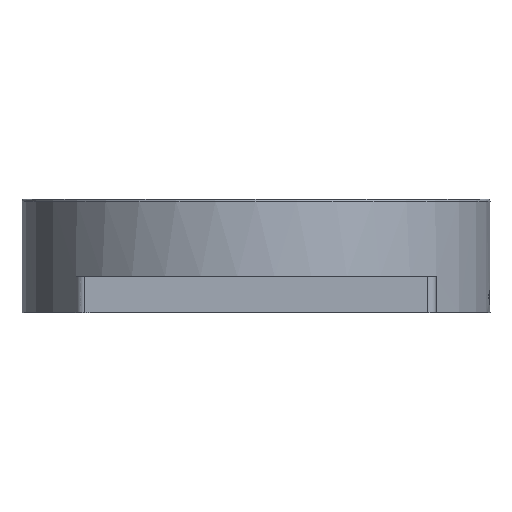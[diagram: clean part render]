
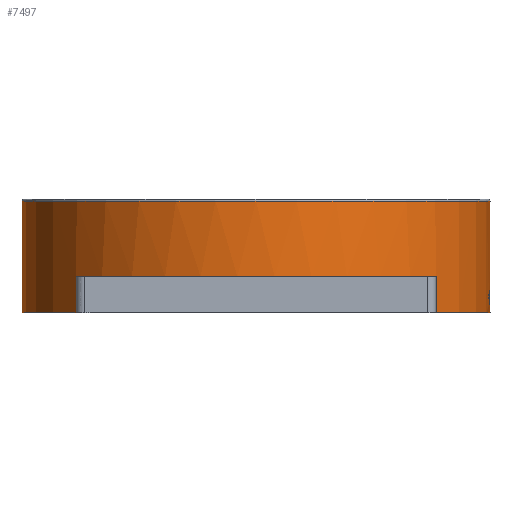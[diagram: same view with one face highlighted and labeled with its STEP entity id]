
A CAD part, front view. The second image highlights one B-rep face of the part: STEP entity #7497.
In plain terms, the highlighted cylindrical face has radius 52 mm (diameter 104 mm), a full revolution.
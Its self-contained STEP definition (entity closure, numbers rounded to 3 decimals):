
#237=FACE_BOUND('',#1236,.T.);
#785=FACE_OUTER_BOUND('',#1235,.T.);
#1235=EDGE_LOOP('',(#6956,#6957,#6958,#6959,#6960,#6961,#6962,#6963,#6964,
#6965,#6966,#6967));
#1236=EDGE_LOOP('',(#6968,#6969,#6970,#6971,#6972,#6973));
#1294=CIRCLE('',#7583,52.);
#1301=CIRCLE('',#7594,52.);
#1305=CIRCLE('',#7605,52.);
#1316=CIRCLE('',#7640,52.);
#1317=CIRCLE('',#7641,52.);
#1318=CIRCLE('',#7642,52.);
#1376=CIRCLE('',#7867,52.);
#1377=CIRCLE('',#7869,52.);
#1528=B_SPLINE_CURVE_WITH_KNOTS('',3,(#10733,#10734,#10735,#10736,#10737,
#10738,#10739,#10740),.UNSPECIFIED.,.F.,.F.,(4,2,2,4),(0.905,
0.981,1.056,1.128),.UNSPECIFIED.);
#1529=B_SPLINE_CURVE_WITH_KNOTS('',3,(#10745,#10746,#10747,#10748,#10749,
#10750,#10751,#10752),.UNSPECIFIED.,.F.,.F.,(4,2,2,4),(0.079,
0.151,0.226,0.301),.UNSPECIFIED.);
#1531=B_SPLINE_CURVE_WITH_KNOTS('',3,(#10769,#10770,#10771,#10772,#10773,
#10774,#10775,#10776,#10777,#10778),.UNSPECIFIED.,.F.,.F.,(4,2,2,2,4),(-0.301,
-0.226,-0.151,-0.075,0.),
 .UNSPECIFIED.);
#1533=B_SPLINE_CURVE_WITH_KNOTS('',3,(#10824,#10825,#10826,#10827,#10828,
#10829,#10830,#10831,#10832,#10833),.UNSPECIFIED.,.F.,.F.,(4,2,2,2,4),(0.,
0.075,0.151,0.226,0.302),
 .UNSPECIFIED.);
#1954=LINE('',#10906,#2523);
#1957=LINE('',#10911,#2526);
#1960=LINE('',#11151,#2529);
#1961=LINE('',#11153,#2530);
#2362=LINE('',#16247,#2931);
#2523=VECTOR('',#8268,10.);
#2526=VECTOR('',#8273,10.);
#2529=VECTOR('',#8294,10.);
#2530=VECTOR('',#8297,10.);
#2931=VECTOR('',#9138,50.);
#3208=VERTEX_POINT('',#10658);
#3209=VERTEX_POINT('',#10660);
#3224=VERTEX_POINT('',#10697);
#3225=VERTEX_POINT('',#10699);
#3234=VERTEX_POINT('',#10730);
#3235=VERTEX_POINT('',#10732);
#3236=VERTEX_POINT('',#10743);
#3237=VERTEX_POINT('',#10744);
#3240=VERTEX_POINT('',#10767);
#3256=VERTEX_POINT('',#10810);
#3275=VERTEX_POINT('',#10905);
#3276=VERTEX_POINT('',#10909);
#3277=VERTEX_POINT('',#10913);
#3278=VERTEX_POINT('',#10915);
#3279=VERTEX_POINT('',#10918);
#3675=VERTEX_POINT('',#16243);
#3959=EDGE_CURVE('',#3209,#3208,#1294,.T.);
#3978=EDGE_CURVE('',#3225,#3224,#1301,.T.);
#3990=EDGE_CURVE('',#3234,#3235,#1528,.T.);
#3992=EDGE_CURVE('',#3236,#3237,#1529,.F.);
#3998=EDGE_CURVE('',#3240,#3237,#1531,.T.);
#4015=EDGE_CURVE('',#3256,#3240,#1305,.T.);
#4017=EDGE_CURVE('',#3235,#3256,#1533,.T.);
#4050=EDGE_CURVE('',#3275,#3209,#1954,.T.);
#4053=EDGE_CURVE('',#3208,#3276,#1957,.T.);
#4054=EDGE_CURVE('',#3277,#3275,#1316,.T.);
#4055=EDGE_CURVE('',#3278,#3277,#1317,.T.);
#4058=EDGE_CURVE('',#3276,#3279,#1318,.T.);
#4065=EDGE_CURVE('',#3279,#3225,#1960,.T.);
#4066=EDGE_CURVE('',#3224,#3278,#1961,.T.);
#4783=EDGE_CURVE('',#3675,#3675,#1376,.T.);
#4784=EDGE_CURVE('',#3675,#3277,#2362,.T.);
#4785=EDGE_CURVE('',#3234,#3236,#1377,.T.);
#6956=ORIENTED_EDGE('',*,*,#4783,.F.);
#6957=ORIENTED_EDGE('',*,*,#4784,.T.);
#6958=ORIENTED_EDGE('',*,*,#4054,.T.);
#6959=ORIENTED_EDGE('',*,*,#4050,.T.);
#6960=ORIENTED_EDGE('',*,*,#3959,.T.);
#6961=ORIENTED_EDGE('',*,*,#4053,.T.);
#6962=ORIENTED_EDGE('',*,*,#4058,.T.);
#6963=ORIENTED_EDGE('',*,*,#4065,.T.);
#6964=ORIENTED_EDGE('',*,*,#3978,.T.);
#6965=ORIENTED_EDGE('',*,*,#4066,.T.);
#6966=ORIENTED_EDGE('',*,*,#4055,.T.);
#6967=ORIENTED_EDGE('',*,*,#4784,.F.);
#6968=ORIENTED_EDGE('',*,*,#4785,.T.);
#6969=ORIENTED_EDGE('',*,*,#3992,.T.);
#6970=ORIENTED_EDGE('',*,*,#3998,.F.);
#6971=ORIENTED_EDGE('',*,*,#4015,.F.);
#6972=ORIENTED_EDGE('',*,*,#4017,.F.);
#6973=ORIENTED_EDGE('',*,*,#3990,.F.);
#7097=CYLINDRICAL_SURFACE('',#7868,52.);
#7497=ADVANCED_FACE('',(#785,#237),#7097,.T.);
#7583=AXIS2_PLACEMENT_3D('',#10661,#8096,#8097);
#7594=AXIS2_PLACEMENT_3D('',#10700,#8130,#8131);
#7605=AXIS2_PLACEMENT_3D('',#10812,#8180,#8181);
#7640=AXIS2_PLACEMENT_3D('',#10914,#8276,#8277);
#7641=AXIS2_PLACEMENT_3D('',#10916,#8278,#8279);
#7642=AXIS2_PLACEMENT_3D('',#10920,#8282,#8283);
#7867=AXIS2_PLACEMENT_3D('',#16245,#9134,#9135);
#7868=AXIS2_PLACEMENT_3D('',#16246,#9136,#9137);
#7869=AXIS2_PLACEMENT_3D('',#16248,#9139,#9140);
#8096=DIRECTION('center_axis',(0.,0.,1.));
#8097=DIRECTION('ref_axis',(1.,0.,0.));
#8130=DIRECTION('center_axis',(0.,0.,1.));
#8131=DIRECTION('ref_axis',(1.,0.,0.));
#8180=DIRECTION('center_axis',(0.,0.,1.));
#8181=DIRECTION('ref_axis',(1.,0.,0.));
#8268=DIRECTION('',(0.,0.,1.));
#8273=DIRECTION('',(0.,0.,-1.));
#8276=DIRECTION('center_axis',(0.,0.,1.));
#8277=DIRECTION('ref_axis',(1.,0.,0.));
#8278=DIRECTION('center_axis',(0.,0.,1.));
#8279=DIRECTION('ref_axis',(1.,0.,0.));
#8282=DIRECTION('center_axis',(0.,0.,1.));
#8283=DIRECTION('ref_axis',(1.,0.,0.));
#8294=DIRECTION('',(0.,0.,1.));
#8297=DIRECTION('',(0.,0.,-1.));
#9134=DIRECTION('center_axis',(0.,0.,1.));
#9135=DIRECTION('ref_axis',(-1.,0.,0.));
#9136=DIRECTION('center_axis',(0.,0.,1.));
#9137=DIRECTION('ref_axis',(1.,0.,0.));
#9138=DIRECTION('',(0.,0.,-1.));
#9139=DIRECTION('center_axis',(0.,0.,1.));
#9140=DIRECTION('ref_axis',(1.,0.,0.));
#10658=CARTESIAN_POINT('',(-90.,-33.226,-8.));
#10660=CARTESIAN_POINT('',(-170.,-33.226,-8.));
#10661=CARTESIAN_POINT('Origin',(-130.,0.,-8.));
#10697=CARTESIAN_POINT('',(-170.,33.226,-8.));
#10699=CARTESIAN_POINT('',(-90.,33.226,-8.));
#10700=CARTESIAN_POINT('Origin',(-130.,0.,-8.));
#10730=CARTESIAN_POINT('',(-78.116,-3.472,-11.));
#10732=CARTESIAN_POINT('',(-78.271,-5.305,-12.2));
#10733=CARTESIAN_POINT('Ctrl Pts',(-78.116,-3.472,
-11.));
#10734=CARTESIAN_POINT('Ctrl Pts',(-78.133,-3.723,
-11.));
#10735=CARTESIAN_POINT('Ctrl Pts',(-78.153,-3.992,
-11.05));
#10736=CARTESIAN_POINT('Ctrl Pts',(-78.193,-4.485,
-11.255));
#10737=CARTESIAN_POINT('Ctrl Pts',(-78.213,-4.71,
-11.409));
#10738=CARTESIAN_POINT('Ctrl Pts',(-78.246,-5.056,
-11.756));
#10739=CARTESIAN_POINT('Ctrl Pts',(-78.261,-5.204,
-11.967));
#10740=CARTESIAN_POINT('Ctrl Pts',(-78.271,-5.305,
-12.2));
#10743=CARTESIAN_POINT('',(-78.,-0.138,-11.));
#10744=CARTESIAN_POINT('',(-78.028,1.695,-12.2));
#10745=CARTESIAN_POINT('Ctrl Pts',(-78.028,1.695,-12.2));
#10746=CARTESIAN_POINT('Ctrl Pts',(-78.024,1.593,-11.967));
#10747=CARTESIAN_POINT('Ctrl Pts',(-78.02,1.445,-11.755));
#10748=CARTESIAN_POINT('Ctrl Pts',(-78.011,1.099,-11.408));
#10749=CARTESIAN_POINT('Ctrl Pts',(-78.007,0.874,-11.254));
#10750=CARTESIAN_POINT('Ctrl Pts',(-78.001,0.381,
-11.05));
#10751=CARTESIAN_POINT('Ctrl Pts',(-78.,0.113,
-11.));
#10752=CARTESIAN_POINT('Ctrl Pts',(-78.,-0.138,
-11.));
#10767=CARTESIAN_POINT('',(-78.001,-0.305,-14.2));
#10769=CARTESIAN_POINT('Ctrl Pts',(-78.001,-0.305,
-14.2));
#10770=CARTESIAN_POINT('Ctrl Pts',(-77.999,-0.054,
-14.2));
#10771=CARTESIAN_POINT('Ctrl Pts',(-78.,0.214,-14.15));
#10772=CARTESIAN_POINT('Ctrl Pts',(-78.004,0.707,
-13.946));
#10773=CARTESIAN_POINT('Ctrl Pts',(-78.008,0.932,
-13.792));
#10774=CARTESIAN_POINT('Ctrl Pts',(-78.016,1.287,-13.437));
#10775=CARTESIAN_POINT('Ctrl Pts',(-78.02,1.441,-13.212));
#10776=CARTESIAN_POINT('Ctrl Pts',(-78.026,1.645,-12.719));
#10777=CARTESIAN_POINT('Ctrl Pts',(-78.028,1.695,-12.451));
#10778=CARTESIAN_POINT('Ctrl Pts',(-78.028,1.695,-12.2));
#10810=CARTESIAN_POINT('',(-78.105,-3.305,-14.2));
#10812=CARTESIAN_POINT('Origin',(-130.,0.,-14.2));
#10824=CARTESIAN_POINT('Ctrl Pts',(-78.271,-5.305,-12.2));
#10825=CARTESIAN_POINT('Ctrl Pts',(-78.271,-5.305,-12.451));
#10826=CARTESIAN_POINT('Ctrl Pts',(-78.266,-5.255,-12.719));
#10827=CARTESIAN_POINT('Ctrl Pts',(-78.246,-5.051,
-13.211));
#10828=CARTESIAN_POINT('Ctrl Pts',(-78.231,-4.897,
-13.436));
#10829=CARTESIAN_POINT('Ctrl Pts',(-78.198,-4.543,
-13.791));
#10830=CARTESIAN_POINT('Ctrl Pts',(-78.179,-4.318,
-13.945));
#10831=CARTESIAN_POINT('Ctrl Pts',(-78.14,-3.825,-14.15));
#10832=CARTESIAN_POINT('Ctrl Pts',(-78.121,-3.556,
-14.2));
#10833=CARTESIAN_POINT('Ctrl Pts',(-78.105,-3.305,-14.2));
#10905=CARTESIAN_POINT('',(-170.,-33.226,-16.));
#10906=CARTESIAN_POINT('',(-170.,-33.226,-16.));
#10909=CARTESIAN_POINT('',(-90.,-33.226,-16.));
#10911=CARTESIAN_POINT('',(-90.,-33.226,-16.));
#10913=CARTESIAN_POINT('',(-182.,0.,-16.));
#10914=CARTESIAN_POINT('Origin',(-130.,0.,-16.));
#10915=CARTESIAN_POINT('',(-170.,33.226,-16.));
#10916=CARTESIAN_POINT('Origin',(-130.,0.,-16.));
#10918=CARTESIAN_POINT('',(-90.,33.226,-16.));
#10920=CARTESIAN_POINT('Origin',(-130.,0.,-16.));
#11151=CARTESIAN_POINT('',(-90.,33.226,-16.));
#11153=CARTESIAN_POINT('',(-170.,33.226,-16.));
#16243=CARTESIAN_POINT('',(-182.,0.,8.8));
#16245=CARTESIAN_POINT('Origin',(-130.,0.,8.8));
#16246=CARTESIAN_POINT('Origin',(-130.,0.,-16.));
#16247=CARTESIAN_POINT('',(-182.,0.,-16.));
#16248=CARTESIAN_POINT('Origin',(-130.,0.,-11.));
